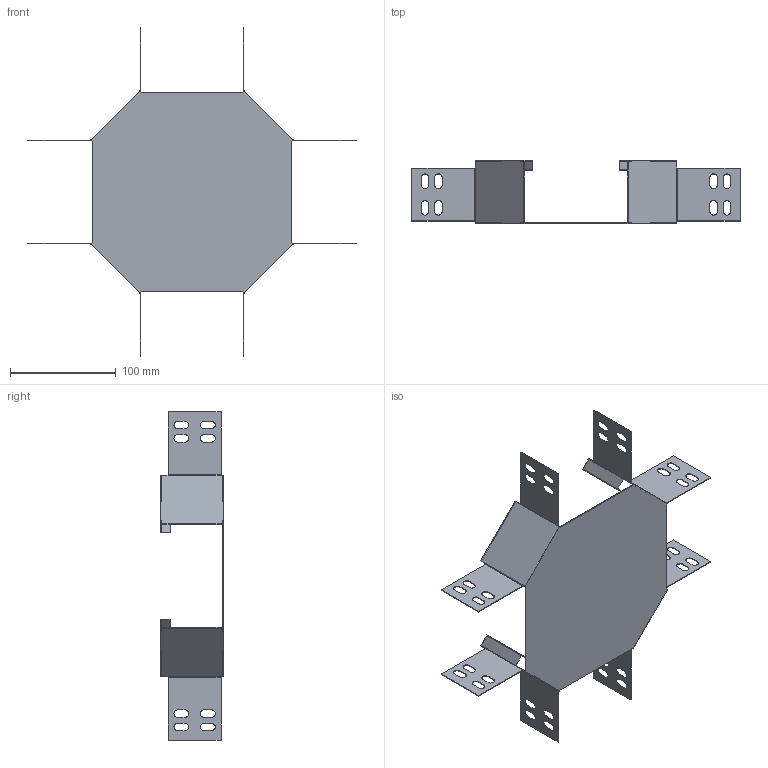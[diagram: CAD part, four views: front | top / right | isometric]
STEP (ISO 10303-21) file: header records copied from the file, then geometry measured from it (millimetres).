
FILE_DESCRIPTION (( 'STEP AP214' ), '1' );
FILE_NAME ('6043652.stp', '2018-10-02T13:51:19', ( '' ), ( '' ), 'SwSTEP 2.0', 'SolidWorks 2018', '' );
FILE_SCHEMA (( 'AUTOMOTIVE_DESIGN' ));
Length unit declared in the file: millimetre
Products named in the file (1): 6043652
Bounding box: 309.87 x 59.4 x 309.87 mm (x, y, z)
Volume: 51223.6 mm3; surface area: 148730.9 mm2
Topology: 1 solids, 1 shells, 291 faces, 803 edges, 514 vertices
Faces by surface type: plane 210, cylinder 81
Entity records: 9309 total; most frequent: CARTESIAN_POINT 1609, ORIENTED_EDGE 1606, DIRECTION 1549, EDGE_CURVE 803, VECTOR 641, LINE 641, VERTEX_POINT 514, AXIS2_PLACEMENT_3D 454
